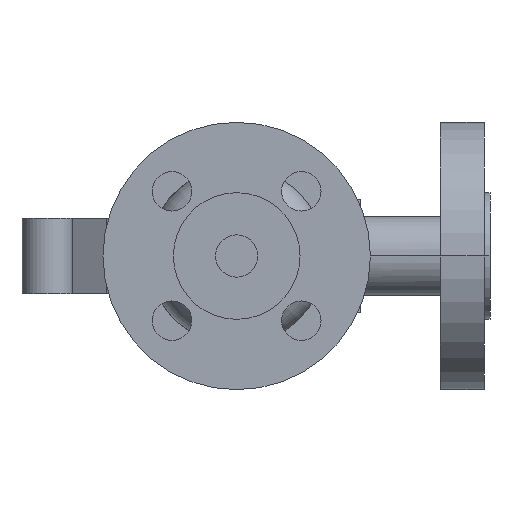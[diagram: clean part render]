
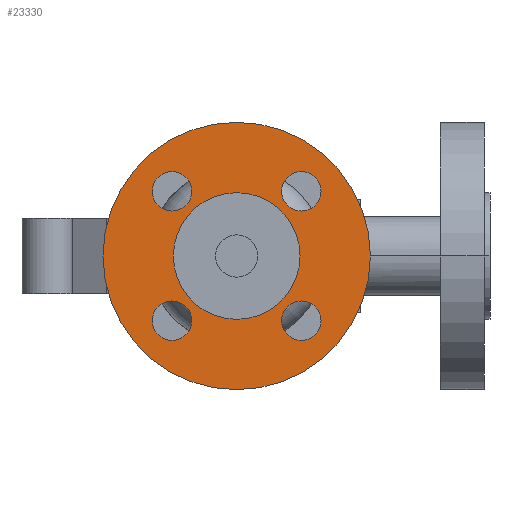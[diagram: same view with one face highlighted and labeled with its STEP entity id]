
A CAD part, front view. The second image highlights one B-rep face of the part: STEP entity #23330.
In plain terms, the highlighted planar face has unit normal (0, -1, 0).
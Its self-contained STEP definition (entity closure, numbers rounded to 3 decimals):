
#3240=CARTESIAN_POINT('',(-22.5,2.,0.));
#3250=VERTEX_POINT('',#3240);
#3410=CARTESIAN_POINT('',(22.5,2.,0.));
#3420=VERTEX_POINT('',#3410);
#3450=CARTESIAN_POINT('',(0.,2.,0.));
#3460=DIRECTION('',(0.,-1.,-0.));
#3470=DIRECTION('',(-1.,0.,0.));
#3480=AXIS2_PLACEMENT_3D('',#3450,#3460,#3470);
#3490=CIRCLE('',#3480,22.5);
#3500=EDGE_CURVE('',#3250,#3420,#3490,.T.);
#3640=CARTESIAN_POINT('',(-47.5,2.,0.));
#3650=VERTEX_POINT('',#3640);
#3700=CARTESIAN_POINT('',(0.,2.,0.));
#3710=DIRECTION('',(0.,-1.,-0.));
#3720=DIRECTION('',(-1.,0.,0.));
#3730=AXIS2_PLACEMENT_3D('',#3700,#3710,#3720);
#3740=CIRCLE('',#3730,47.5);
#3750=CARTESIAN_POINT('',(47.5,2.,0.));
#3760=VERTEX_POINT('',#3750);
#3770=EDGE_CURVE('',#3650,#3760,#3740,.T.);
#9100=CARTESIAN_POINT('',(15.981,2.,-22.981));
#9110=VERTEX_POINT('',#9100);
#9270=CARTESIAN_POINT('',(29.981,2.,-22.981));
#9280=VERTEX_POINT('',#9270);
#9310=CARTESIAN_POINT('',(22.981,2.,-22.981));
#9320=DIRECTION('',(-0.,1.,0.));
#9330=DIRECTION('',(1.,0.,0.));
#9340=AXIS2_PLACEMENT_3D('',#9310,#9320,#9330);
#9350=CIRCLE('',#9340,7.);
#9360=EDGE_CURVE('',#9280,#9110,#9350,.T.);
#9520=CARTESIAN_POINT('',(15.981,2.,22.981));
#9530=VERTEX_POINT('',#9520);
#9690=CARTESIAN_POINT('',(29.981,2.,22.981));
#9700=VERTEX_POINT('',#9690);
#9730=CARTESIAN_POINT('',(22.981,2.,22.981));
#9740=DIRECTION('',(-0.,1.,0.));
#9750=DIRECTION('',(1.,0.,0.));
#9760=AXIS2_PLACEMENT_3D('',#9730,#9740,#9750);
#9770=CIRCLE('',#9760,7.);
#9780=EDGE_CURVE('',#9700,#9530,#9770,.T.);
#9940=CARTESIAN_POINT('',(-15.981,2.,22.981));
#9950=VERTEX_POINT('',#9940);
#9980=CARTESIAN_POINT('',(-22.981,2.,22.981));
#9990=DIRECTION('',(-0.,1.,0.));
#10000=DIRECTION('',(1.,0.,0.));
#10010=AXIS2_PLACEMENT_3D('',#9980,#9990,#10000);
#10020=CIRCLE('',#10010,7.);
#10030=CARTESIAN_POINT('',(-29.981,2.,22.981));
#10040=VERTEX_POINT('',#10030);
#10050=EDGE_CURVE('',#9950,#10040,#10020,.T.);
#10360=CARTESIAN_POINT('',(-29.981,2.,-22.981));
#10370=VERTEX_POINT('',#10360);
#10530=CARTESIAN_POINT('',(-15.981,2.,-22.981));
#10540=VERTEX_POINT('',#10530);
#10570=CARTESIAN_POINT('',(-22.981,2.,-22.981));
#10580=DIRECTION('',(-0.,1.,0.));
#10590=DIRECTION('',(1.,0.,0.));
#10600=AXIS2_PLACEMENT_3D('',#10570,#10580,#10590);
#10610=CIRCLE('',#10600,7.);
#10620=EDGE_CURVE('',#10540,#10370,#10610,.T.);
#22980=CARTESIAN_POINT('',(-35.,2.,0.));
#22990=DIRECTION('',(0.,-1.,-0.));
#23000=DIRECTION('',(-1.,0.,0.));
#23010=AXIS2_PLACEMENT_3D('',#22980,#22990,#23000);
#23020=PLANE('',#23010);
#23030=EDGE_CURVE('',#10370,#10540,#10610,.T.);
#23040=ORIENTED_EDGE('',*,*,#23030,.T.);
#23050=ORIENTED_EDGE('',*,*,#10620,.T.);
#23060=EDGE_LOOP('',(#23050,#23040));
#23070=FACE_BOUND('',#23060,.T.);
#23080=ORIENTED_EDGE('',*,*,#10050,.T.);
#23090=EDGE_CURVE('',#10040,#9950,#10020,.T.);
#23100=ORIENTED_EDGE('',*,*,#23090,.T.);
#23110=EDGE_LOOP('',(#23100,#23080));
#23120=FACE_BOUND('',#23110,.T.);
#23130=EDGE_CURVE('',#9530,#9700,#9770,.T.);
#23140=ORIENTED_EDGE('',*,*,#23130,.T.);
#23150=ORIENTED_EDGE('',*,*,#9780,.T.);
#23160=EDGE_LOOP('',(#23150,#23140));
#23170=FACE_BOUND('',#23160,.T.);
#23180=EDGE_CURVE('',#9110,#9280,#9350,.T.);
#23190=ORIENTED_EDGE('',*,*,#23180,.T.);
#23200=ORIENTED_EDGE('',*,*,#9360,.T.);
#23210=EDGE_LOOP('',(#23200,#23190));
#23220=FACE_BOUND('',#23210,.T.);
#23230=EDGE_CURVE('',#3420,#3250,#3490,.T.);
#23240=ORIENTED_EDGE('',*,*,#23230,.F.);
#23250=ORIENTED_EDGE('',*,*,#3500,.F.);
#23260=EDGE_LOOP('',(#23250,#23240));
#23270=FACE_BOUND('',#23260,.T.);
#23280=EDGE_CURVE('',#3760,#3650,#3740,.T.);
#23290=ORIENTED_EDGE('',*,*,#23280,.T.);
#23300=ORIENTED_EDGE('',*,*,#3770,.T.);
#23310=EDGE_LOOP('',(#23300,#23290));
#23320=FACE_OUTER_BOUND('',#23310,.T.);
#23330=ADVANCED_FACE('',(#23070,#23120,#23170,#23220,#23270,#23320),
#23020,.T.);
